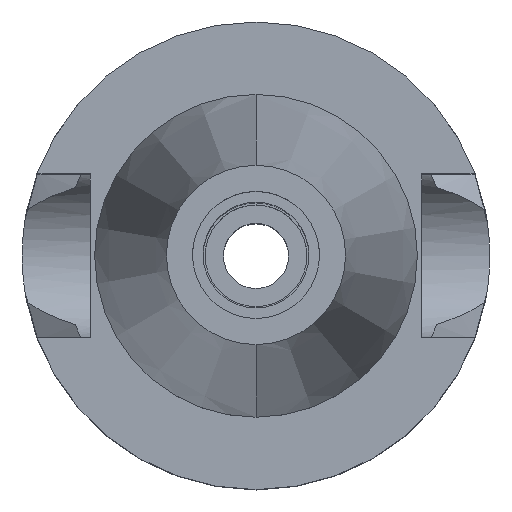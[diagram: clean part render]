
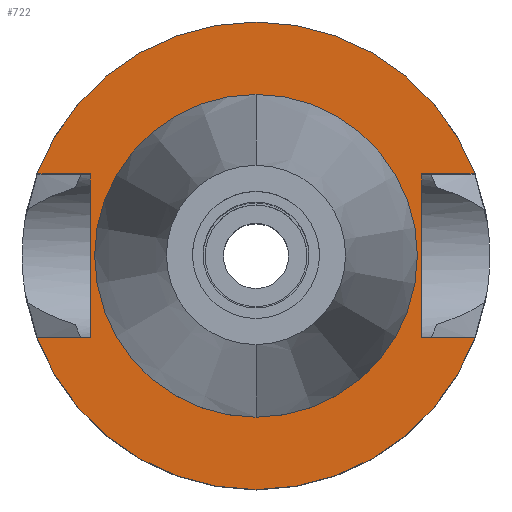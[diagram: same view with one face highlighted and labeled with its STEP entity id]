
A CAD part, top view. The second image highlights one B-rep face of the part: STEP entity #722.
In plain terms, the highlighted planar face has unit normal (0, 0, 1).
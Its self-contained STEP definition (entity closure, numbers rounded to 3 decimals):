
#29 = ORIENTED_EDGE ( 'NONE', *, *, #231, .F. ) ;
#85 = VERTEX_POINT ( 'NONE', #2399 ) ;
#107 = ORIENTED_EDGE ( 'NONE', *, *, #1330, .T. ) ;
#121 = CARTESIAN_POINT ( 'NONE',  ( 16.3, 8.05, -1. ) ) ;
#130 = DIRECTION ( 'NONE',  ( 0., 0., -1. ) ) ;
#177 = AXIS2_PLACEMENT_3D ( 'NONE', #442, #1618, #458 ) ;
#196 = VERTEX_POINT ( 'NONE', #614 ) ;
#218 = EDGE_CURVE ( 'NONE', #865, #2856, #1565, .T. ) ;
#219 = DIRECTION ( 'NONE',  ( 0., -1., 0. ) ) ;
#231 = EDGE_CURVE ( 'NONE', #85, #2505, #2551, .T. ) ;
#250 = CARTESIAN_POINT ( 'NONE',  ( 0., 0., -1. ) ) ;
#278 = VERTEX_POINT ( 'NONE', #1828 ) ;
#338 = CIRCLE ( 'NONE', #615, 23. ) ;
#442 = CARTESIAN_POINT ( 'NONE',  ( 0., 0., -1. ) ) ;
#458 = DIRECTION ( 'NONE',  ( 0., -1., 0. ) ) ;
#481 = EDGE_CURVE ( 'NONE', #196, #2856, #754, .T. ) ;
#505 = CARTESIAN_POINT ( 'NONE',  ( 21.545, 8.05, -1. ) ) ;
#506 = CARTESIAN_POINT ( 'NONE',  ( 21.545, -8.05, -1. ) ) ;
#614 = CARTESIAN_POINT ( 'NONE',  ( -16.3, -8.05, -1. ) ) ;
#615 = AXIS2_PLACEMENT_3D ( 'NONE', #1037, #130, #833 ) ;
#623 = LINE ( 'NONE', #1578, #1530 ) ;
#673 = DIRECTION ( 'NONE',  ( 0., 0., 1. ) ) ;
#705 = AXIS2_PLACEMENT_3D ( 'NONE', #250, #2134, #948 ) ;
#712 = EDGE_LOOP ( 'NONE', ( #29, #2492 ) ) ;
#722 = ADVANCED_FACE ( 'NONE', ( #921, #2372 ), #2086, .F. ) ;
#724 = VERTEX_POINT ( 'NONE', #2834 ) ;
#754 = LINE ( 'NONE', #1705, #3048 ) ;
#833 = DIRECTION ( 'NONE',  ( -0.937, 0.35, 0. ) ) ;
#865 = VERTEX_POINT ( 'NONE', #1734 ) ;
#921 = FACE_OUTER_BOUND ( 'NONE', #2584, .T. ) ;
#940 = EDGE_CURVE ( 'NONE', #2870, #2095, #1545, .T. ) ;
#948 = DIRECTION ( 'NONE',  ( 0., -1., 0. ) ) ;
#1030 = LINE ( 'NONE', #1521, #2615 ) ;
#1037 = CARTESIAN_POINT ( 'NONE',  ( 0., 0., -1. ) ) ;
#1087 = DIRECTION ( 'NONE',  ( 0., 1., 0. ) ) ;
#1106 = DIRECTION ( 'NONE',  ( 1., 0., 0. ) ) ;
#1113 = CARTESIAN_POINT ( 'NONE',  ( -21.545, 8.05, -1. ) ) ;
#1139 = ORIENTED_EDGE ( 'NONE', *, *, #2613, .F. ) ;
#1147 = EDGE_CURVE ( 'NONE', #278, #196, #1030, .T. ) ;
#1211 = AXIS2_PLACEMENT_3D ( 'NONE', #2794, #673, #1087 ) ;
#1314 = DIRECTION ( 'NONE',  ( 0., -1., 0. ) ) ;
#1330 = EDGE_CURVE ( 'NONE', #1561, #2095, #623, .T. ) ;
#1366 = DIRECTION ( 'NONE',  ( -1., 0., 0. ) ) ;
#1397 = CARTESIAN_POINT ( 'NONE',  ( 16.3, -8.05, -1. ) ) ;
#1521 = CARTESIAN_POINT ( 'NONE',  ( -21.545, -8.05, -1. ) ) ;
#1530 = VECTOR ( 'NONE', #1366, 1000. ) ;
#1545 = LINE ( 'NONE', #121, #2748 ) ;
#1561 = VERTEX_POINT ( 'NONE', #506 ) ;
#1565 = LINE ( 'NONE', #1113, #1845 ) ;
#1578 = CARTESIAN_POINT ( 'NONE',  ( 21.545, -8.05, -1. ) ) ;
#1618 = DIRECTION ( 'NONE',  ( 0., 0., -1. ) ) ;
#1705 = CARTESIAN_POINT ( 'NONE',  ( -16.3, -8.05, -1. ) ) ;
#1734 = CARTESIAN_POINT ( 'NONE',  ( -21.545, 8.05, -1. ) ) ;
#1787 = CARTESIAN_POINT ( 'NONE',  ( 16.3, 8.05, -1. ) ) ;
#1806 = LINE ( 'NONE', #505, #1944 ) ;
#1828 = CARTESIAN_POINT ( 'NONE',  ( -21.545, -8.05, -1. ) ) ;
#1845 = VECTOR ( 'NONE', #2762, 1000. ) ;
#1937 = CARTESIAN_POINT ( 'NONE',  ( 0., -15.875, -1. ) ) ;
#1944 = VECTOR ( 'NONE', #2949, 1000. ) ;
#1981 = EDGE_CURVE ( 'NONE', #724, #2870, #1806, .T. ) ;
#1986 = EDGE_CURVE ( 'NONE', #865, #724, #338, .T. ) ;
#1988 = ORIENTED_EDGE ( 'NONE', *, *, #940, .F. ) ;
#2000 = AXIS2_PLACEMENT_3D ( 'NONE', #2840, #2359, #219 ) ;
#2068 = ORIENTED_EDGE ( 'NONE', *, *, #481, .F. ) ;
#2086 = PLANE ( 'NONE',  #705 ) ;
#2095 = VERTEX_POINT ( 'NONE', #1397 ) ;
#2130 = ORIENTED_EDGE ( 'NONE', *, *, #1981, .F. ) ;
#2134 = DIRECTION ( 'NONE',  ( 0., 0., -1. ) ) ;
#2357 = CIRCLE ( 'NONE', #177, 23. ) ;
#2359 = DIRECTION ( 'NONE',  ( 0., 0., 1. ) ) ;
#2372 = FACE_BOUND ( 'NONE', #712, .T. ) ;
#2379 = ORIENTED_EDGE ( 'NONE', *, *, #218, .T. ) ;
#2399 = CARTESIAN_POINT ( 'NONE',  ( 0., 15.875, -1. ) ) ;
#2436 = ORIENTED_EDGE ( 'NONE', *, *, #1147, .F. ) ;
#2492 = ORIENTED_EDGE ( 'NONE', *, *, #2554, .F. ) ;
#2505 = VERTEX_POINT ( 'NONE', #1937 ) ;
#2551 = CIRCLE ( 'NONE', #1211, 15.875 ) ;
#2554 = EDGE_CURVE ( 'NONE', #2505, #85, #2736, .T. ) ;
#2584 = EDGE_LOOP ( 'NONE', ( #2436, #1139, #107, #1988, #2130, #3042, #2379, #2068 ) ) ;
#2613 = EDGE_CURVE ( 'NONE', #1561, #278, #2357, .T. ) ;
#2615 = VECTOR ( 'NONE', #1106, 1000. ) ;
#2662 = DIRECTION ( 'NONE',  ( 0., 1., 0. ) ) ;
#2736 = CIRCLE ( 'NONE', #2000, 15.875 ) ;
#2742 = CARTESIAN_POINT ( 'NONE',  ( -16.3, 8.05, -1. ) ) ;
#2748 = VECTOR ( 'NONE', #1314, 1000. ) ;
#2762 = DIRECTION ( 'NONE',  ( 1., 0., 0. ) ) ;
#2794 = CARTESIAN_POINT ( 'NONE',  ( 0., 0., -1. ) ) ;
#2834 = CARTESIAN_POINT ( 'NONE',  ( 21.545, 8.05, -1. ) ) ;
#2840 = CARTESIAN_POINT ( 'NONE',  ( 0., 0., -1. ) ) ;
#2856 = VERTEX_POINT ( 'NONE', #2742 ) ;
#2870 = VERTEX_POINT ( 'NONE', #1787 ) ;
#2949 = DIRECTION ( 'NONE',  ( -1., 0., 0. ) ) ;
#3042 = ORIENTED_EDGE ( 'NONE', *, *, #1986, .F. ) ;
#3048 = VECTOR ( 'NONE', #2662, 1000. ) ;
